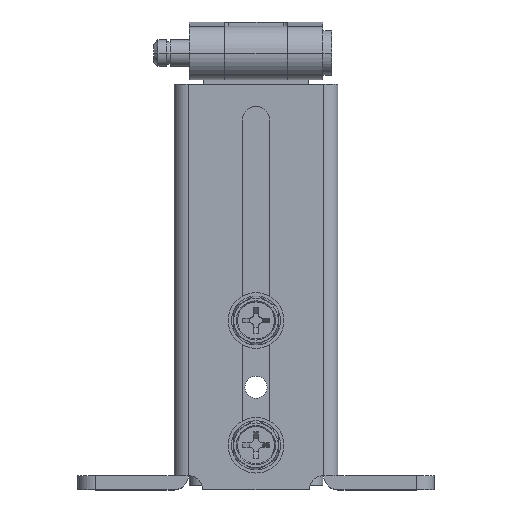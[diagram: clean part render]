
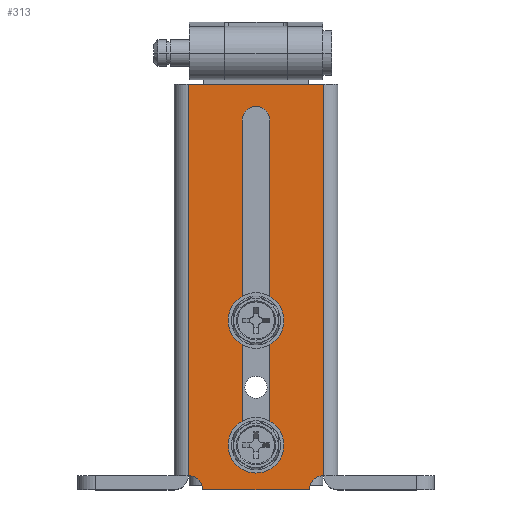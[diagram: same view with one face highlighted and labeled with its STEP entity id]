
A CAD part, top view. The second image highlights one B-rep face of the part: STEP entity #313.
In plain terms, the highlighted planar face has unit normal (0, 0, 1).
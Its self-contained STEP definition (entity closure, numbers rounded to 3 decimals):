
#156 = VERTEX_POINT ( 'NONE', #1039 ) ;
#173 = DIRECTION ( 'NONE',  ( 1., 0., 0. ) ) ;
#244 = ORIENTED_EDGE ( 'NONE', *, *, #4384, .F. ) ;
#313 = ADVANCED_FACE ( 'NONE', ( #4711, #1943 ), #3919, .F. ) ;
#314 = CARTESIAN_POINT ( 'NONE',  ( -15.2, 3.2, 15. ) ) ;
#425 = CARTESIAN_POINT ( 'NONE',  ( 0., 10., 15. ) ) ;
#528 = AXIS2_PLACEMENT_3D ( 'NONE', #5811, #5101, #4412 ) ;
#579 = DIRECTION ( 'NONE',  ( 0., -1., 0. ) ) ;
#596 = LINE ( 'NONE', #6686, #1033 ) ;
#734 = ORIENTED_EDGE ( 'NONE', *, *, #5608, .F. ) ;
#852 = DIRECTION ( 'NONE',  ( 0., 0., 1. ) ) ;
#1033 = VECTOR ( 'NONE', #5997, 1000. ) ;
#1039 = CARTESIAN_POINT ( 'NONE',  ( 15.2, 91., 15. ) ) ;
#1276 = CARTESIAN_POINT ( 'NONE',  ( -15.2, 3.2, 15. ) ) ;
#1336 = VECTOR ( 'NONE', #2055, 1000. ) ;
#1393 = EDGE_CURVE ( 'NONE', #3974, #5779, #5074, .T. ) ;
#1539 = ORIENTED_EDGE ( 'NONE', *, *, #1393, .F. ) ;
#1562 = CARTESIAN_POINT ( 'NONE',  ( 15.2, 0., 15. ) ) ;
#1614 = DIRECTION ( 'NONE',  ( 1., 0., 0. ) ) ;
#1710 = DIRECTION ( 'NONE',  ( -1., 0., 0. ) ) ;
#1744 = EDGE_CURVE ( 'NONE', #4281, #5674, #5056, .T. ) ;
#1942 = CARTESIAN_POINT ( 'NONE',  ( -3.1, 83., 15. ) ) ;
#1943 = FACE_OUTER_BOUND ( 'NONE', #3465, .T. ) ;
#1983 = LINE ( 'NONE', #1276, #2330 ) ;
#2055 = DIRECTION ( 'NONE',  ( -1., 0., 0. ) ) ;
#2164 = VECTOR ( 'NONE', #2252, 1000. ) ;
#2252 = DIRECTION ( 'NONE',  ( 0., 1., 0. ) ) ;
#2305 = DIRECTION ( 'NONE',  ( 0., 0., 1. ) ) ;
#2330 = VECTOR ( 'NONE', #579, 1000. ) ;
#2387 = ORIENTED_EDGE ( 'NONE', *, *, #4117, .F. ) ;
#2398 = DIRECTION ( 'NONE',  ( 0., 0., 1. ) ) ;
#2540 = VERTEX_POINT ( 'NONE', #4319 ) ;
#2543 = EDGE_CURVE ( 'NONE', #5069, #156, #3648, .T. ) ;
#2701 = DIRECTION ( 'NONE',  ( -1., 0., 0. ) ) ;
#2741 = CARTESIAN_POINT ( 'NONE',  ( 18.4, 0., 15. ) ) ;
#2805 = ORIENTED_EDGE ( 'NONE', *, *, #4265, .T. ) ;
#2875 = LINE ( 'NONE', #4103, #6445 ) ;
#2894 = ORIENTED_EDGE ( 'NONE', *, *, #2543, .T. ) ;
#2939 = CARTESIAN_POINT ( 'NONE',  ( 15.2, 91., 15. ) ) ;
#2968 = VECTOR ( 'NONE', #2701, 1000. ) ;
#2996 = CARTESIAN_POINT ( 'NONE',  ( 0., 83., 15. ) ) ;
#3417 = DIRECTION ( 'NONE',  ( 0., 1., 0. ) ) ;
#3419 = CARTESIAN_POINT ( 'NONE',  ( 18.4, 91., 15. ) ) ;
#3465 = EDGE_LOOP ( 'NONE', ( #5744, #2894, #4769, #2805, #1539, #5262 ) ) ;
#3474 = CIRCLE ( 'NONE', #5439, 3.2 ) ;
#3600 = CARTESIAN_POINT ( 'NONE',  ( 3.1, 10., 15. ) ) ;
#3648 = LINE ( 'NONE', #2939, #2164 ) ;
#3808 = ORIENTED_EDGE ( 'NONE', *, *, #1744, .F. ) ;
#3809 = AXIS2_PLACEMENT_3D ( 'NONE', #2996, #2305, #1614 ) ;
#3913 = AXIS2_PLACEMENT_3D ( 'NONE', #5868, #2398, #1710 ) ;
#3916 = CARTESIAN_POINT ( 'NONE',  ( -3.1, 10., 15. ) ) ;
#3919 = PLANE ( 'NONE',  #528 ) ;
#3945 = VERTEX_POINT ( 'NONE', #1942 ) ;
#3974 = VERTEX_POINT ( 'NONE', #5939 ) ;
#4002 = CIRCLE ( 'NONE', #3809, 3.1 ) ;
#4103 = CARTESIAN_POINT ( 'NONE',  ( 3.1, 83., 15. ) ) ;
#4104 = LINE ( 'NONE', #3419, #2968 ) ;
#4117 = EDGE_CURVE ( 'NONE', #2540, #3945, #4002, .T. ) ;
#4265 = EDGE_CURVE ( 'NONE', #5444, #5779, #1983, .T. ) ;
#4281 = VERTEX_POINT ( 'NONE', #3916 ) ;
#4319 = CARTESIAN_POINT ( 'NONE',  ( 3.1, 83., 15. ) ) ;
#4384 = EDGE_CURVE ( 'NONE', #5674, #2540, #2875, .T. ) ;
#4412 = DIRECTION ( 'NONE',  ( 0., 1., 0. ) ) ;
#4471 = EDGE_CURVE ( 'NONE', #5219, #3974, #6220, .T. ) ;
#4652 = EDGE_LOOP ( 'NONE', ( #734, #2387, #244, #3808 ) ) ;
#4711 = FACE_BOUND ( 'NONE', #4652, .T. ) ;
#4769 = ORIENTED_EDGE ( 'NONE', *, *, #6548, .T. ) ;
#4866 = CARTESIAN_POINT ( 'NONE',  ( -15.2, 91., 15. ) ) ;
#5056 = CIRCLE ( 'NONE', #6077, 3.1 ) ;
#5065 = EDGE_CURVE ( 'NONE', #5069, #5219, #3474, .T. ) ;
#5069 = VERTEX_POINT ( 'NONE', #5544 ) ;
#5074 = CIRCLE ( 'NONE', #3913, 3.2 ) ;
#5101 = DIRECTION ( 'NONE',  ( 0., 0., -1. ) ) ;
#5219 = VERTEX_POINT ( 'NONE', #6653 ) ;
#5262 = ORIENTED_EDGE ( 'NONE', *, *, #4471, .F. ) ;
#5439 = AXIS2_PLACEMENT_3D ( 'NONE', #1562, #852, #173 ) ;
#5444 = VERTEX_POINT ( 'NONE', #4866 ) ;
#5544 = CARTESIAN_POINT ( 'NONE',  ( 15.2, 3.2, 15. ) ) ;
#5608 = EDGE_CURVE ( 'NONE', #3945, #4281, #596, .T. ) ;
#5674 = VERTEX_POINT ( 'NONE', #3600 ) ;
#5744 = ORIENTED_EDGE ( 'NONE', *, *, #5065, .F. ) ;
#5779 = VERTEX_POINT ( 'NONE', #314 ) ;
#5811 = CARTESIAN_POINT ( 'NONE',  ( 18.4, 91., 15. ) ) ;
#5815 = DIRECTION ( 'NONE',  ( 1., 0., 0. ) ) ;
#5868 = CARTESIAN_POINT ( 'NONE',  ( -15.2, 0., 15. ) ) ;
#5939 = CARTESIAN_POINT ( 'NONE',  ( -12., 0., 15. ) ) ;
#5997 = DIRECTION ( 'NONE',  ( 0., -1., 0. ) ) ;
#6077 = AXIS2_PLACEMENT_3D ( 'NONE', #425, #6509, #5815 ) ;
#6220 = LINE ( 'NONE', #2741, #1336 ) ;
#6445 = VECTOR ( 'NONE', #3417, 1000. ) ;
#6509 = DIRECTION ( 'NONE',  ( 0., 0., 1. ) ) ;
#6548 = EDGE_CURVE ( 'NONE', #156, #5444, #4104, .T. ) ;
#6653 = CARTESIAN_POINT ( 'NONE',  ( 12., 0., 15. ) ) ;
#6686 = CARTESIAN_POINT ( 'NONE',  ( -3.1, 83., 15. ) ) ;
